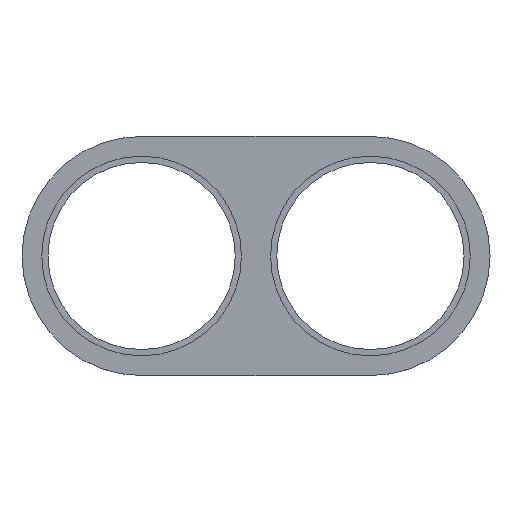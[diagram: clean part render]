
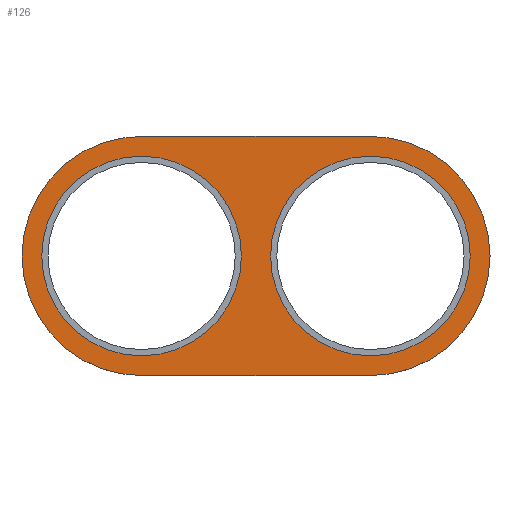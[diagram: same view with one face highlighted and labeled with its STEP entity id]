
A CAD part, top view. The second image highlights one B-rep face of the part: STEP entity #126.
In plain terms, the highlighted planar face has unit normal (0, 0, 1).
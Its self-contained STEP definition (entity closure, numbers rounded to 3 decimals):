
#51=CARTESIAN_POINT('Axis2P3D Location',(0.,0.,4.)) ;
#56=CARTESIAN_POINT('Axis2P3D Location',(-55.,0.,4.)) ;
#60=CARTESIAN_POINT('Vertex',(-55.,-57.5,4.)) ;
#62=CARTESIAN_POINT('Vertex',(-55.,57.5,4.)) ;
#65=CARTESIAN_POINT('Line Origine',(0.,-57.5,4.)) ;
#69=CARTESIAN_POINT('Vertex',(55.,-57.5,4.)) ;
#72=CARTESIAN_POINT('Axis2P3D Location',(55.,0.,4.)) ;
#76=CARTESIAN_POINT('Vertex',(55.,57.5,4.)) ;
#79=CARTESIAN_POINT('Line Origine',(0.,57.5,4.)) ;
#90=CARTESIAN_POINT('Axis2P3D Location',(-55.,0.,4.)) ;
#94=CARTESIAN_POINT('Vertex',(-7.,0.,4.)) ;
#96=CARTESIAN_POINT('Vertex',(-103.,0.,4.)) ;
#99=CARTESIAN_POINT('Axis2P3D Location',(-55.,0.,4.)) ;
#108=CARTESIAN_POINT('Axis2P3D Location',(55.,0.,4.)) ;
#112=CARTESIAN_POINT('Vertex',(7.,0.,4.)) ;
#114=CARTESIAN_POINT('Vertex',(103.,0.,4.)) ;
#117=CARTESIAN_POINT('Axis2P3D Location',(55.,0.,4.)) ;
#52=DIRECTION('Axis2P3D Direction',(0.,0.,1.)) ;
#53=DIRECTION('Axis2P3D XDirection',(1.,0.,0.)) ;
#57=DIRECTION('Axis2P3D Direction',(0.,0.,1.)) ;
#66=DIRECTION('Vector Direction',(-1.,0.,0.)) ;
#73=DIRECTION('Axis2P3D Direction',(0.,0.,1.)) ;
#80=DIRECTION('Vector Direction',(1.,0.,0.)) ;
#91=DIRECTION('Axis2P3D Direction',(0.,0.,1.)) ;
#100=DIRECTION('Axis2P3D Direction',(0.,0.,1.)) ;
#109=DIRECTION('Axis2P3D Direction',(0.,0.,1.)) ;
#118=DIRECTION('Axis2P3D Direction',(0.,0.,1.)) ;
#54=AXIS2_PLACEMENT_3D('Plane Axis2P3D',#51,#52,#53) ;
#58=AXIS2_PLACEMENT_3D('Circle Axis2P3D',#56,#57,$) ;
#74=AXIS2_PLACEMENT_3D('Circle Axis2P3D',#72,#73,$) ;
#92=AXIS2_PLACEMENT_3D('Circle Axis2P3D',#90,#91,$) ;
#101=AXIS2_PLACEMENT_3D('Circle Axis2P3D',#99,#100,$) ;
#110=AXIS2_PLACEMENT_3D('Circle Axis2P3D',#108,#109,$) ;
#119=AXIS2_PLACEMENT_3D('Circle Axis2P3D',#117,#118,$) ;
#85=ORIENTED_EDGE('',*,*,#64,.F.) ;
#86=ORIENTED_EDGE('',*,*,#71,.T.) ;
#87=ORIENTED_EDGE('',*,*,#78,.F.) ;
#88=ORIENTED_EDGE('',*,*,#83,.T.) ;
#105=ORIENTED_EDGE('',*,*,#98,.F.) ;
#106=ORIENTED_EDGE('',*,*,#103,.F.) ;
#123=ORIENTED_EDGE('',*,*,#116,.F.) ;
#124=ORIENTED_EDGE('',*,*,#121,.F.) ;
#107=FACE_BOUND('',#104,.T.) ;
#125=FACE_BOUND('',#122,.T.) ;
#67=VECTOR('Line Direction',#66,1.) ;
#81=VECTOR('Line Direction',#80,1.) ;
#126=ADVANCED_FACE('\X2\96F64EF651E04F554F53\X0\',(#89,#107,#125),#55,.T.) ;
#59=CIRCLE('generated circle',#58,57.5) ;
#75=CIRCLE('generated circle',#74,57.5) ;
#93=CIRCLE('generated circle',#92,48.) ;
#102=CIRCLE('generated circle',#101,48.) ;
#111=CIRCLE('generated circle',#110,48.) ;
#120=CIRCLE('generated circle',#119,48.) ;
#64=EDGE_CURVE('',#61,#63,#59,.F.) ;
#71=EDGE_CURVE('',#61,#70,#68,.F.) ;
#78=EDGE_CURVE('',#77,#70,#75,.F.) ;
#83=EDGE_CURVE('',#77,#63,#82,.F.) ;
#98=EDGE_CURVE('',#95,#97,#93,.T.) ;
#103=EDGE_CURVE('',#97,#95,#102,.T.) ;
#116=EDGE_CURVE('',#113,#115,#111,.T.) ;
#121=EDGE_CURVE('',#115,#113,#120,.T.) ;
#84=EDGE_LOOP('',(#85,#86,#87,#88)) ;
#104=EDGE_LOOP('',(#105,#106)) ;
#122=EDGE_LOOP('',(#123,#124)) ;
#89=FACE_OUTER_BOUND('',#84,.T.) ;
#68=LINE('Line',#65,#67) ;
#82=LINE('Line',#79,#81) ;
#55=PLANE('',#54) ;
#61=VERTEX_POINT('',#60) ;
#63=VERTEX_POINT('',#62) ;
#70=VERTEX_POINT('',#69) ;
#77=VERTEX_POINT('',#76) ;
#95=VERTEX_POINT('',#94) ;
#97=VERTEX_POINT('',#96) ;
#113=VERTEX_POINT('',#112) ;
#115=VERTEX_POINT('',#114) ;
